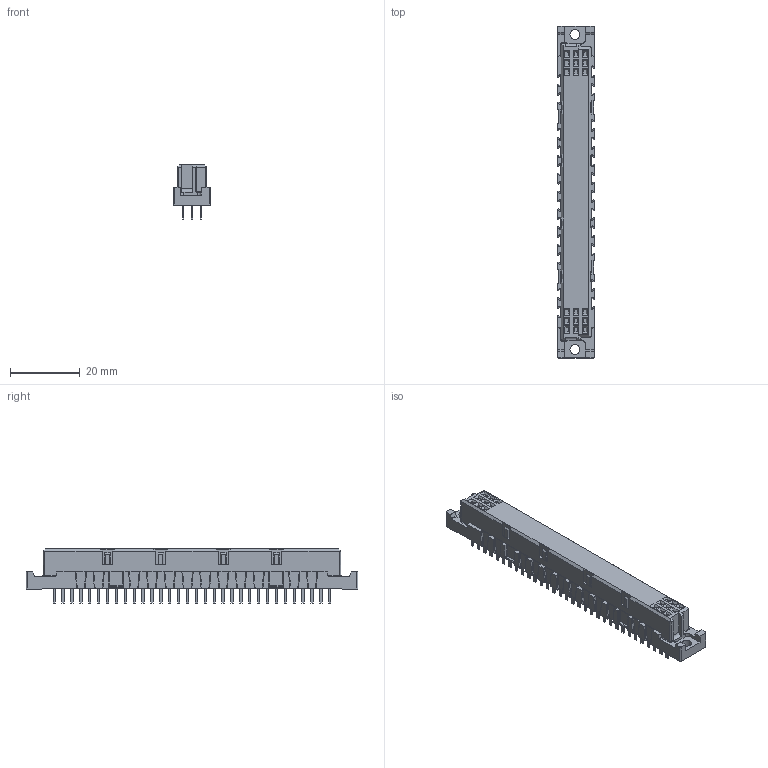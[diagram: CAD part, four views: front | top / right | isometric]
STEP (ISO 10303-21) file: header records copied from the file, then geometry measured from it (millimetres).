
FILE_DESCRIPTION(/* description */ (''),/* implementation_level */ '2;1');
FILE_NAME(/* name */ 'ERNI_254897.stp',/* time_stamp */ '2015-05-21T13:29:58+02:00',/* author */ ('admchouv'),/* organization */ ('Konstrukteur Firma GmbH'),/* preprocessor_version */ 'ST-DEVELOPER v15.5',/* originating_system */ 'AutoCAD Mechanical',/* authorisation */ 'confidential');
FILE_SCHEMA (('AUTOMOTIVE_DESIGN { 1 0 10303 214 3 1 1 }'));
Length unit declared in the file: millimetre
Products named in the file (1): Product
Bounding box: 10.5 x 94.85 x 15.45 mm (x, y, z)
Volume: 8765 mm3; surface area: 5319.1 mm2
Topology: 97 solids, 97 shells, 1174 faces, 2868 edges, 1906 vertices
Faces by surface type: plane 1004, cylinder 164, torus 6
Full cylindrical faces by diameter (mm): 2.85 x2
Entity records: 34261 total; most frequent: CARTESIAN_POINT 6243, ORIENTED_EDGE 5728, DIRECTION 5546, EDGE_CURVE 2864, LINE 2528, VECTOR 2528, VERTEX_POINT 1904, AXIS2_PLACEMENT_3D 1509
